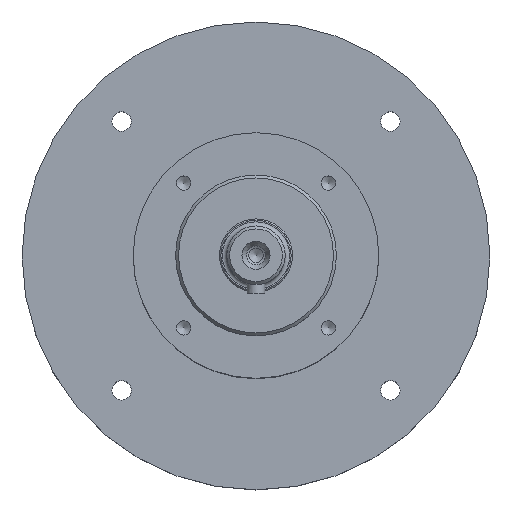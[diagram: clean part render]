
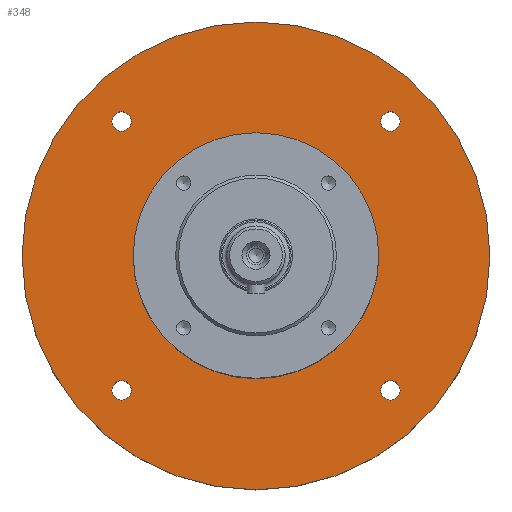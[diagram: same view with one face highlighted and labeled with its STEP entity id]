
A CAD part, top view. The second image highlights one B-rep face of the part: STEP entity #348.
In plain terms, the highlighted planar face has unit normal (0, 0, 1).
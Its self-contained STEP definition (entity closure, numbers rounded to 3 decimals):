
#84=CARTESIAN_POINT('',(49.285,-45.962,0.0));
#85=VERTEX_POINT('',#84);
#86=CARTESIAN_POINT('',(45.962,-45.962,0.0));
#87=DIRECTION('',(0.0,0.0,-1.0));
#88=DIRECTION('',(1.0,0.0,0.0));
#89=AXIS2_PLACEMENT_3D('',#86,#87,#88);
#90=CIRCLE('',#89,3.324);
#91=EDGE_CURVE('',#85,#85,#90,.T.);
#112=CARTESIAN_POINT('',(-42.638,-45.962,0.0));
#113=VERTEX_POINT('',#112);
#114=CARTESIAN_POINT('',(-45.962,-45.962,0.0));
#115=DIRECTION('',(0.0,0.0,-1.0));
#116=DIRECTION('',(1.0,0.0,0.0));
#117=AXIS2_PLACEMENT_3D('',#114,#115,#116);
#118=CIRCLE('',#117,3.324);
#119=EDGE_CURVE('',#113,#113,#118,.T.);
#140=CARTESIAN_POINT('',(-42.638,45.962,0.0));
#141=VERTEX_POINT('',#140);
#142=CARTESIAN_POINT('',(-45.962,45.962,0.0));
#143=DIRECTION('',(0.0,0.0,-1.0));
#144=DIRECTION('',(1.0,0.0,0.0));
#145=AXIS2_PLACEMENT_3D('',#142,#143,#144);
#146=CIRCLE('',#145,3.324);
#147=EDGE_CURVE('',#141,#141,#146,.T.);
#168=CARTESIAN_POINT('',(49.285,45.962,0.0));
#169=VERTEX_POINT('',#168);
#170=CARTESIAN_POINT('',(45.962,45.962,0.0));
#171=DIRECTION('',(0.0,0.0,-1.0));
#172=DIRECTION('',(1.0,0.0,0.0));
#173=AXIS2_PLACEMENT_3D('',#170,#171,#172);
#174=CIRCLE('',#173,3.324);
#175=EDGE_CURVE('',#169,#169,#174,.T.);
#309=CARTESIAN_POINT('',(0.0,0.0,0.0));
#310=DIRECTION('',(0.0,0.0,1.0));
#311=DIRECTION('',(1.0,0.0,0.0));
#312=AXIS2_PLACEMENT_3D('',#309,#310,#311);
#313=PLANE('',#312);
#314=CARTESIAN_POINT('',(-80.0,0.,0.0));
#315=VERTEX_POINT('',#314);
#316=CARTESIAN_POINT('',(0.0,0.0,0.0));
#317=DIRECTION('',(0.0,0.0,1.0));
#318=DIRECTION('',(1.0,0.0,0.0));
#319=AXIS2_PLACEMENT_3D('',#316,#317,#318);
#320=CIRCLE('',#319,80.0);
#321=EDGE_CURVE('',#315,#315,#320,.T.);
#322=ORIENTED_EDGE('',*,*,#321,.T.);
#323=EDGE_LOOP('',(#322));
#324=FACE_OUTER_BOUND('',#323,.T.);
#325=ORIENTED_EDGE('',*,*,#91,.T.);
#326=EDGE_LOOP('',(#325));
#327=FACE_BOUND('',#326,.T.);
#328=ORIENTED_EDGE('',*,*,#119,.T.);
#329=EDGE_LOOP('',(#328));
#330=FACE_BOUND('',#329,.T.);
#331=ORIENTED_EDGE('',*,*,#147,.T.);
#332=EDGE_LOOP('',(#331));
#333=FACE_BOUND('',#332,.T.);
#334=ORIENTED_EDGE('',*,*,#175,.T.);
#335=EDGE_LOOP('',(#334));
#336=FACE_BOUND('',#335,.T.);
#337=CARTESIAN_POINT('',(42.0,0.,0.0));
#338=VERTEX_POINT('',#337);
#339=CARTESIAN_POINT('',(0.0,0.0,0.0));
#340=DIRECTION('',(0.0,0.0,-1.0));
#341=DIRECTION('',(-1.0,0.0,0.0));
#342=AXIS2_PLACEMENT_3D('',#339,#340,#341);
#343=CIRCLE('',#342,42.0);
#344=EDGE_CURVE('',#338,#338,#343,.T.);
#345=ORIENTED_EDGE('',*,*,#344,.T.);
#346=EDGE_LOOP('',(#345));
#347=FACE_BOUND('',#346,.T.);
#348=ADVANCED_FACE('',(#324,#327,#330,#333,#336,#347),#313,.T.);
